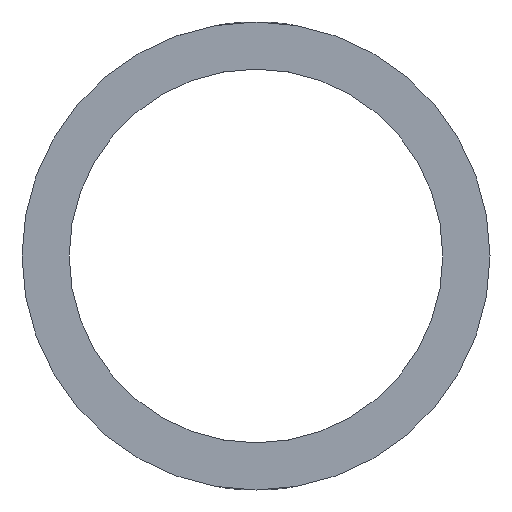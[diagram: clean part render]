
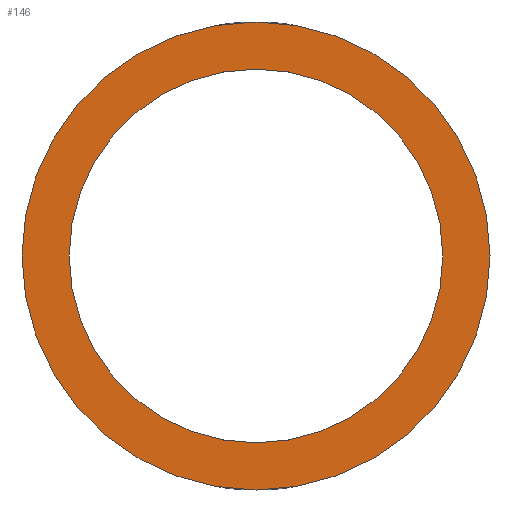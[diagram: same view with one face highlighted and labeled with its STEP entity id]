
A CAD part, front view. The second image highlights one B-rep face of the part: STEP entity #146.
In plain terms, the highlighted planar face has unit normal (0, -1, 0).
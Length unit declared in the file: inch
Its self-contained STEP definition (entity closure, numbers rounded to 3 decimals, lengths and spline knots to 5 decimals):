
#15=PLANE('',#178);
#17=CIRCLE('',#173,0.525);
#19=CIRCLE('',#176,0.6575);
#35=FACE_BOUND('',#67,.T.);
#43=FACE_OUTER_BOUND('',#66,.T.);
#66=EDGE_LOOP('',(#122));
#67=EDGE_LOOP('',(#123));
#85=VERTEX_POINT('',#493);
#87=VERTEX_POINT('',#498);
#97=EDGE_CURVE('',#85,#85,#17,.T.);
#99=EDGE_CURVE('',#87,#87,#19,.T.);
#122=ORIENTED_EDGE('',*,*,#99,.F.);
#123=ORIENTED_EDGE('',*,*,#97,.T.);
#146=ADVANCED_FACE('',(#43,#35),#15,.F.);
#173=AXIS2_PLACEMENT_3D('',#494,#193,#194);
#176=AXIS2_PLACEMENT_3D('',#499,#199,#200);
#178=AXIS2_PLACEMENT_3D('',#501,#203,#204);
#193=DIRECTION('center_axis',(0.,1.,0.));
#194=DIRECTION('ref_axis',(0.,0.,1.));
#199=DIRECTION('center_axis',(0.,1.,0.));
#200=DIRECTION('ref_axis',(0.,0.,1.));
#203=DIRECTION('center_axis',(0.,1.,0.));
#204=DIRECTION('ref_axis',(0.,0.,1.));
#493=CARTESIAN_POINT('',(0.,0.,-0.525));
#494=CARTESIAN_POINT('Origin',(0.,0.,0.));
#498=CARTESIAN_POINT('',(0.,0.,-0.6575));
#499=CARTESIAN_POINT('Origin',(0.,0.,0.));
#501=CARTESIAN_POINT('Origin',(0.,0.,0.));
